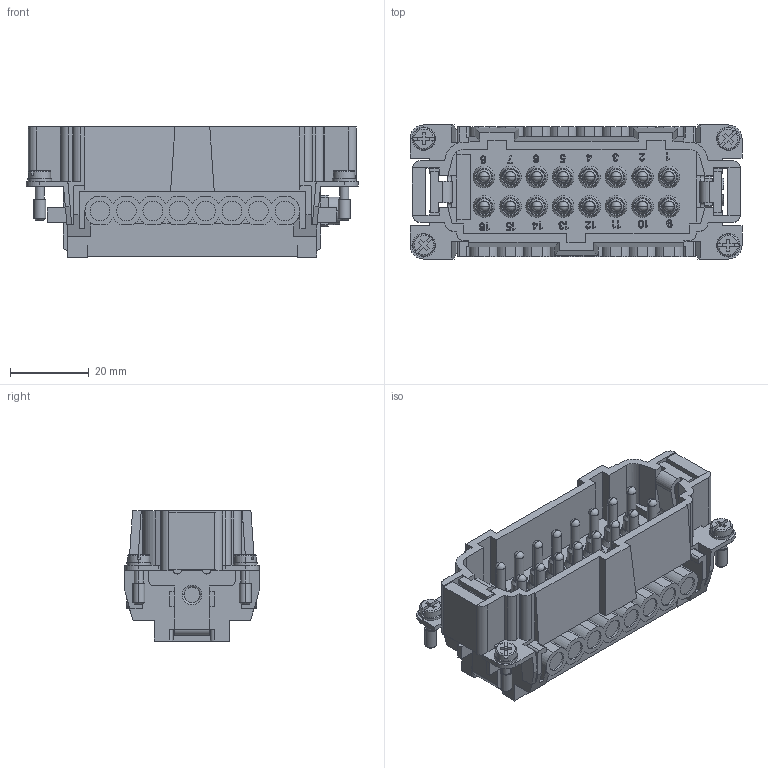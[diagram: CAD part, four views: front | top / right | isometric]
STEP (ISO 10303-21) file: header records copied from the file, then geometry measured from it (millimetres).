
FILE_DESCRIPTION(('Creo Elements/Direct Modeling STEP Export'),'2;1');
FILE_NAME('0ln7uvk451kn7512856','2016-10-03T 9:28:58',(''),(''),'PTC Creo Elements/Direct Modeling STEP processor for AP214 (Solid Model)','PTC Creo Elements/Direct Modeling 19.0E 27-Jun-2016 (C) Parametric Technology GmbH','');
FILE_SCHEMA(('AUTOMOTIVE_DESIGN { 1 0 10303 214 1 1 1 1 }'));
Products named in the file (2): CNEM_16_T
Assembly tree (1 placements, depth 2):
  CNEM_16_T
    CNEM_16_T
Bounding box: 84.2 x 34 x 33 mm (x, y, z)
Volume: 38423.2 mm3; surface area: 23675.2 mm2
Topology: 1 solids, 19 shells, 2093 faces, 6425 edges, 4528 vertices
Faces by surface type: plane 1654, cylinder 293, cone 104, torus 42
Entity records: 87305 total; most frequent: CARTESIAN_POINT 13359, ORIENTED_EDGE 12850, DIRECTION 10627, EDGE_CURVE 6425, VECTOR 5411, LINE 5411, VERTEX_POINT 4528, AXIS2_PLACEMENT_3D 2608
